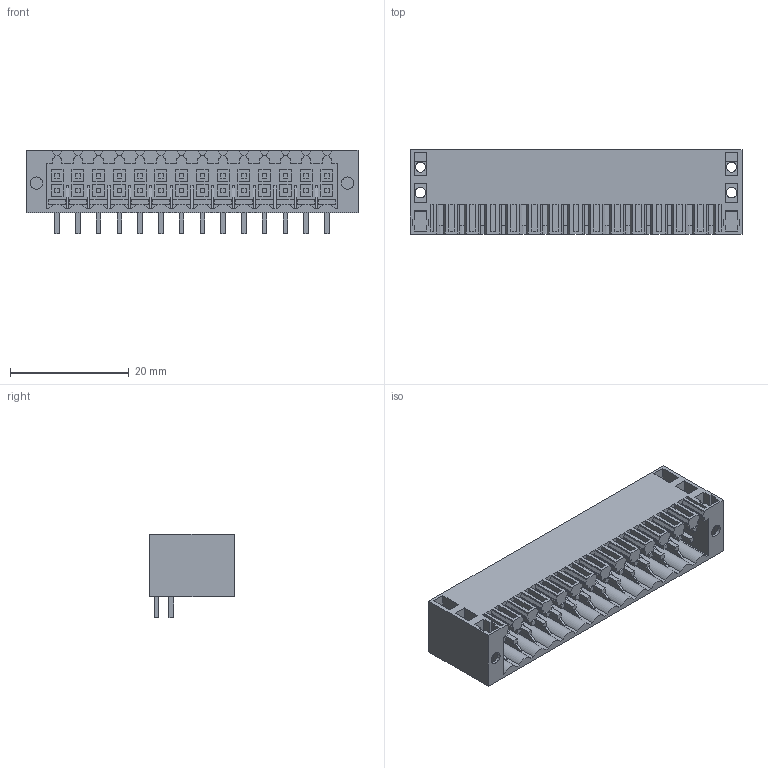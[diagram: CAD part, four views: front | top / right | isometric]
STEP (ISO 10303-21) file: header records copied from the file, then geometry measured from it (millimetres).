
FILE_DESCRIPTION(('CATIA V5 STEP Exchange','CAx-IF Rec.Pracs.--- Model Styling and Organization---1.4--- 2014-01-23'),'2;1');
FILE_NAME ('D1455098_0_1728580000_1728580000.stp','2020-09-23T14:19:02+00:00',('none'),('Weidmueller'),'CATIA Version 5-6 Release 2016 SP3 HF44','CATIA V5 STEP AP214','none');
FILE_SCHEMA(('AUTOMOTIVE_DESIGN { 1 0 10303 214 1 1 1 1 }'));
Length unit declared in the file: millimetre
Products named in the file (1): 1728580000
Bounding box: 56 x 14.2 x 14 mm (x, y, z)
Volume: 3908.7 mm3; surface area: 8445.9 mm2
Topology: 1 solids, 1 shells, 1382 faces, 4068 edges, 2781 vertices
Faces by surface type: plane 1338, cylinder 44
Entity records: 43461 total; most frequent: ORIENTED_EDGE 8136, CARTESIAN_POINT 7675, DIRECTION 5616, EDGE_CURVE 4068, VECTOR 3952, LINE 3952, VERTEX_POINT 2781, EDGE_LOOP 1491
